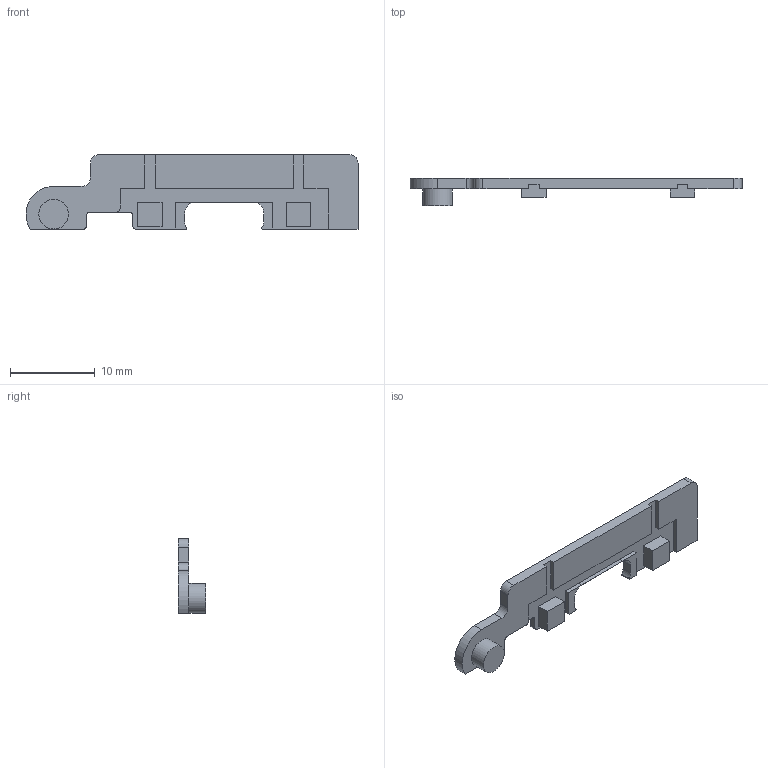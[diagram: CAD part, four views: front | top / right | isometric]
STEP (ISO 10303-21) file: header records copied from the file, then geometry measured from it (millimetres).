
FILE_DESCRIPTION(/* description */ ('','CAx-IF Rec.Pracs.---Representation and Presentation of Product Manufacturing Information (PMI)---4.0---2014-10-13'),/* implementation_level */ '2;1');
FILE_NAME(/* name */ 'usb_c_port_plug.step',/* time_stamp */ '2025-01-18T20:30:19-08:00',/* author */ (''),/* organization */ (''),/* preprocessor_version */ 'ST-DEVELOPER v20',/* originating_system */ 'Autodesk Translation Framework v13.20.0.188',/* authorisation */ '');
FILE_SCHEMA (('AP242_MANAGED_MODEL_BASED_3D_ENGINEERING_MIM_LF { 1 0 10303 442 1 1 4 }'));
Length unit declared in the file: millimetre
Products named in the file (1): usb_c_port_plug
Bounding box: 39.22 x 3.25 x 8.8 mm (x, y, z)
Volume: 342 mm3; surface area: 754.6 mm2
Topology: 1 solids, 1 shells, 60 faces, 165 edges, 110 vertices
Faces by surface type: plane 44, cylinder 16
Full cylindrical faces by diameter (mm): 3.5 x1
Entity records: 1934 total; most frequent: CARTESIAN_POINT 336, ORIENTED_EDGE 330, DIRECTION 319, EDGE_CURVE 165, LINE 133, VECTOR 133, VERTEX_POINT 110, AXIS2_PLACEMENT_3D 93
